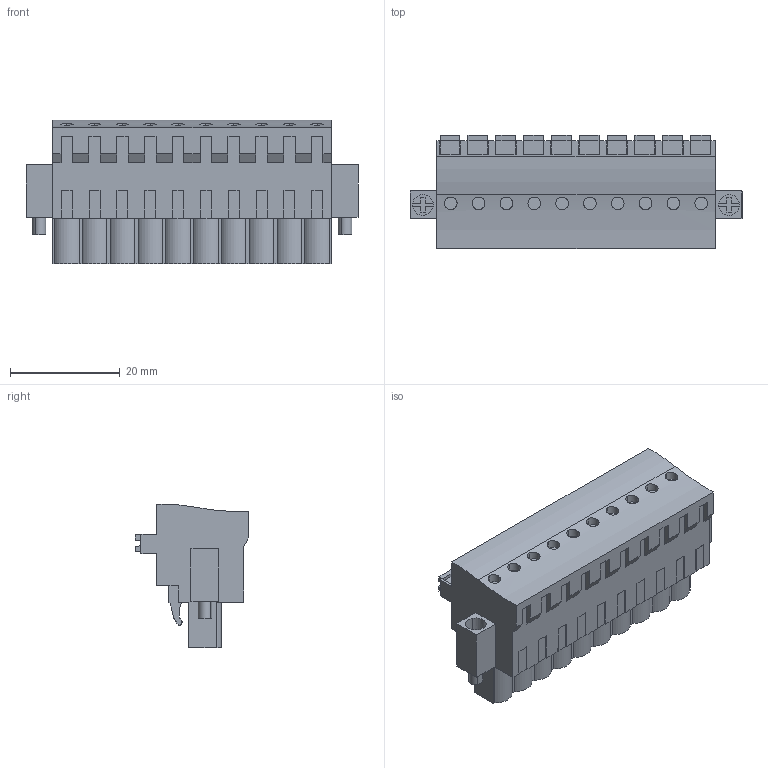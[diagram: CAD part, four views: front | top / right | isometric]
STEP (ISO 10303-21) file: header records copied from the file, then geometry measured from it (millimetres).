
FILE_DESCRIPTION(('CATIA V5 STEP Exchange','CAx-IF Rec.Pracs.--- Model Styling and Organization---1.2---2011-12-15'),'2;1');
FILE_NAME ('D1446317_0_1002170000_1002170000.stp','2017-09-09T13:44:54+00:00',('none'),('Weidmueller'),'CATIA Version 5-6 Release 2014','CATIA V5 STEP AP214','none');
FILE_SCHEMA(('AUTOMOTIVE_DESIGN { 1 0 10303 214 1 1 1 1 }'));
Length unit declared in the file: millimetre
Products named in the file (1): 1002170000
Bounding box: 60.6 x 20.64 x 26.24 mm (x, y, z)
Volume: 15926.1 mm3; surface area: 7501.5 mm2
Topology: 13 solids, 13 shells, 725 faces, 2064 edges, 1411 vertices
Faces by surface type: plane 577, cylinder 140, extrusion 8
Entity records: 23539 total; most frequent: CARTESIAN_POINT 4667, ORIENTED_EDGE 4128, DIRECTION 3074, EDGE_CURVE 2064, VECTOR 1752, LINE 1744, VERTEX_POINT 1411, AXIS2_PLACEMENT_3D 784
